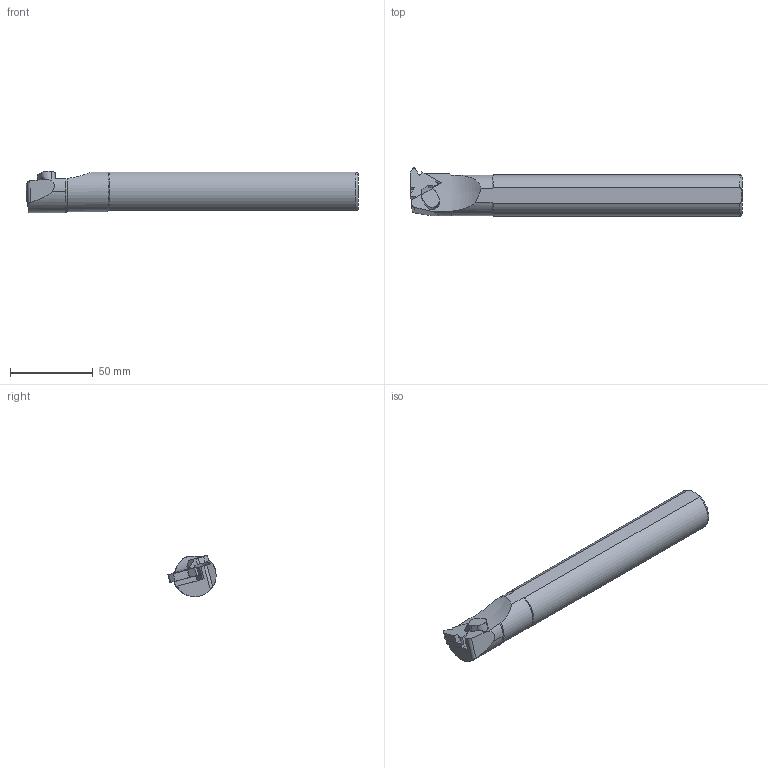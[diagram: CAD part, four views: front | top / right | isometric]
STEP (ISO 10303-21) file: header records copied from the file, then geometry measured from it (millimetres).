
FILE_DESCRIPTION(/* description */ (''),/* implementation_level */ '2;1');
FILE_NAME(/* name */ 'SIL-S25R-22C.stp',/* time_stamp */ '2023-10-17T19:16:20+03:00',/* author */ (''),/* organization */ (''),/* preprocessor_version */ 'ST-DEVELOPER v19.4',/* originating_system */ 'SIEMENS PLM Software NX2306.3001',/* authorisation */ '');
FILE_SCHEMA (('AUTOMOTIVE_DESIGN { 1 0 10303 214 3 1 1 1 }'));
Length unit declared in the file: millimetre
Products named in the file (1): model1
Bounding box: 200 x 29.11 x 24.87 mm (x, y, z)
Volume: 90982.3 mm3; surface area: 17183.8 mm2
Topology: 2 solids, 2 shells, 69 faces, 185 edges, 121 vertices
Faces by surface type: plane 46, cylinder 18, cone 3, bspline 1, torus 1
Entity records: 2949 total; most frequent: CARTESIAN_POINT 747, ORIENTED_EDGE 366, DIRECTION 325, EDGE_CURVE 183, VERTEX_POINT 120, LINE 119, VECTOR 119, AXIS2_PLACEMENT_3D 103
